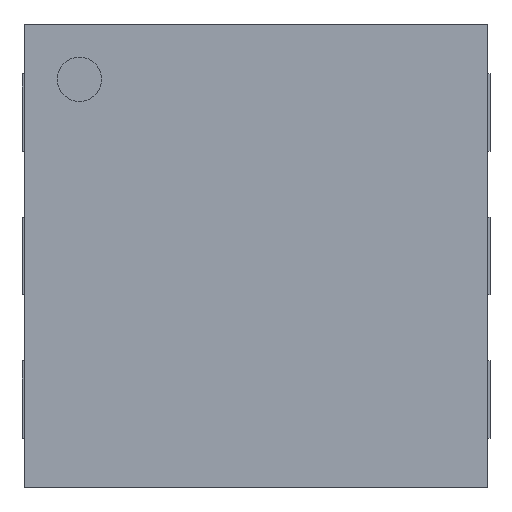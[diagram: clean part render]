
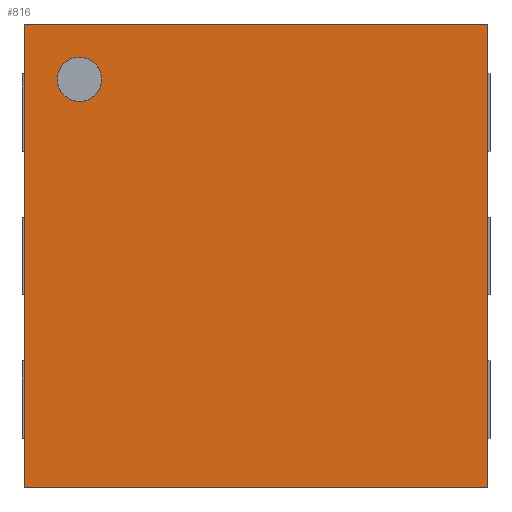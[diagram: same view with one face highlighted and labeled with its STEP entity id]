
A CAD part, top view. The second image highlights one B-rep face of the part: STEP entity #816.
In plain terms, the highlighted planar face has unit normal (0, 0, 1).
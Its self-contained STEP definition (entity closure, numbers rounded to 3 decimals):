
#13=FACE_BOUND('',#90,.T.);
#15=CIRCLE('',#873,0.101);
#45=FACE_OUTER_BOUND('',#89,.T.);
#89=EDGE_LOOP('',(#596,#597,#598,#599));
#90=EDGE_LOOP('',(#600));
#156=LINE('',#1202,#259);
#165=LINE('',#1219,#268);
#168=LINE('',#1225,#271);
#170=LINE('',#1228,#273);
#259=VECTOR('',#991,1000.);
#268=VECTOR('',#1002,1000.);
#271=VECTOR('',#1007,1000.);
#273=VECTOR('',#1011,1000.);
#341=VERTEX_POINT('',#1178);
#351=VERTEX_POINT('',#1199);
#352=VERTEX_POINT('',#1201);
#359=VERTEX_POINT('',#1217);
#361=VERTEX_POINT('',#1223);
#424=EDGE_CURVE('',#341,#341,#15,.T.);
#434=EDGE_CURVE('',#352,#351,#156,.T.);
#443=EDGE_CURVE('',#351,#359,#165,.T.);
#446=EDGE_CURVE('',#359,#361,#168,.T.);
#448=EDGE_CURVE('',#361,#352,#170,.T.);
#596=ORIENTED_EDGE('',*,*,#434,.T.);
#597=ORIENTED_EDGE('',*,*,#443,.T.);
#598=ORIENTED_EDGE('',*,*,#446,.T.);
#599=ORIENTED_EDGE('',*,*,#448,.T.);
#600=ORIENTED_EDGE('',*,*,#424,.F.);
#724=PLANE('',#879);
#816=ADVANCED_FACE('',(#45,#13),#724,.F.);
#873=AXIS2_PLACEMENT_3D('',#1180,#978,#979);
#879=AXIS2_PLACEMENT_3D('',#1230,#1014,#1015);
#978=DIRECTION('center_axis',(0.,0.,1.));
#979=DIRECTION('ref_axis',(1.,0.,0.));
#991=DIRECTION('',(0.,1.,0.));
#1002=DIRECTION('',(-1.,0.,0.));
#1007=DIRECTION('',(0.,-1.,0.));
#1011=DIRECTION('',(1.,0.,0.));
#1014=DIRECTION('center_axis',(0.,0.,-1.));
#1015=DIRECTION('ref_axis',(-1.,0.,0.));
#1178=CARTESIAN_POINT('',(-0.901,0.8,0.81));
#1180=CARTESIAN_POINT('Origin',(-0.8,0.8,0.81));
#1199=CARTESIAN_POINT('',(1.05,1.05,0.81));
#1201=CARTESIAN_POINT('',(1.05,-1.05,0.81));
#1202=CARTESIAN_POINT('',(1.05,-1.05,0.81));
#1217=CARTESIAN_POINT('',(-1.05,1.05,0.81));
#1219=CARTESIAN_POINT('',(-1.05,1.05,0.81));
#1223=CARTESIAN_POINT('',(-1.05,-1.05,0.81));
#1225=CARTESIAN_POINT('',(-1.05,-1.05,0.81));
#1228=CARTESIAN_POINT('',(-1.05,-1.05,0.81));
#1230=CARTESIAN_POINT('Origin',(0.,0.,0.81));
